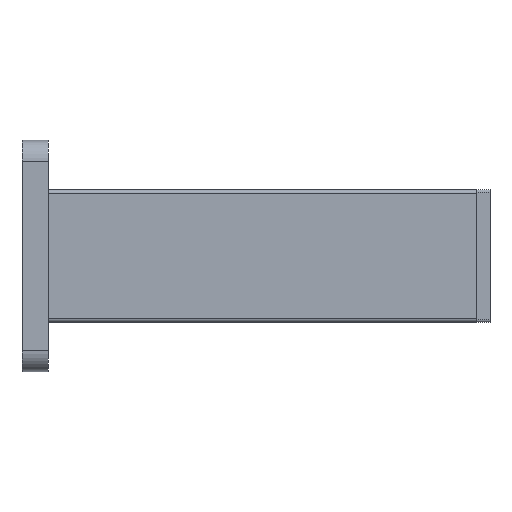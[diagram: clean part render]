
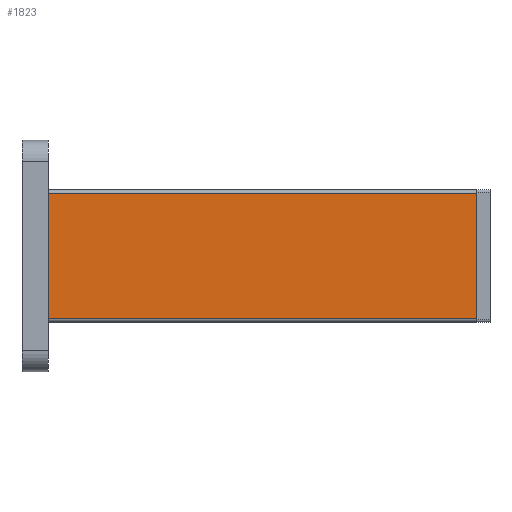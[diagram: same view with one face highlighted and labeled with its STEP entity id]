
A CAD part, front view. The second image highlights one B-rep face of the part: STEP entity #1823.
In plain terms, the highlighted planar face has unit normal (0, 1, 0).
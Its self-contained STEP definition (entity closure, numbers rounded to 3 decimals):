
#176 = VECTOR ( 'NONE', #542, 1000. ) ;
#241 = CARTESIAN_POINT ( 'NONE',  ( 0., -12.7, 24.13 ) ) ;
#254 = DIRECTION ( 'NONE',  ( 0., 0., -1. ) ) ;
#269 = PLANE ( 'NONE',  #745 ) ;
#281 = EDGE_LOOP ( 'NONE', ( #2060, #2403, #2423, #2139 ) ) ;
#393 = CARTESIAN_POINT ( 'NONE',  ( -168., -12.7, 24.13 ) ) ;
#450 = DIRECTION ( 'NONE',  ( -1., 0., 0. ) ) ;
#542 = DIRECTION ( 'NONE',  ( -1., 0., 0. ) ) ;
#601 = EDGE_CURVE ( 'NONE', #2505, #1958, #1378, .T. ) ;
#608 = CARTESIAN_POINT ( 'NONE',  ( -168., -12.7, 24.13 ) ) ;
#661 = CARTESIAN_POINT ( 'NONE',  ( -168., -12.7, -24.13 ) ) ;
#690 = DIRECTION ( 'NONE',  ( 0., 0., 1. ) ) ;
#745 = AXIS2_PLACEMENT_3D ( 'NONE', #2068, #1059, #450 ) ;
#859 = VERTEX_POINT ( 'NONE', #2084 ) ;
#899 = LINE ( 'NONE', #1731, #2133 ) ;
#999 = VECTOR ( 'NONE', #254, 1000. ) ;
#1044 = FACE_OUTER_BOUND ( 'NONE', #281, .T. ) ;
#1059 = DIRECTION ( 'NONE',  ( 0., 1., 0. ) ) ;
#1337 = CARTESIAN_POINT ( 'NONE',  ( -168., -12.7, -24.13 ) ) ;
#1378 = LINE ( 'NONE', #393, #1759 ) ;
#1610 = DIRECTION ( 'NONE',  ( 1., 0., 0. ) ) ;
#1705 = CARTESIAN_POINT ( 'NONE',  ( 0., -12.7, 24.13 ) ) ;
#1731 = CARTESIAN_POINT ( 'NONE',  ( -168., -12.7, 24.13 ) ) ;
#1759 = VECTOR ( 'NONE', #1610, 1000. ) ;
#1815 = EDGE_CURVE ( 'NONE', #1958, #859, #2034, .T. ) ;
#1823 = ADVANCED_FACE ( 'NONE', ( #1044 ), #269, .T. ) ;
#1912 = EDGE_CURVE ( 'NONE', #859, #2154, #1924, .T. ) ;
#1924 = LINE ( 'NONE', #1337, #176 ) ;
#1949 = EDGE_CURVE ( 'NONE', #2154, #2505, #899, .T. ) ;
#1958 = VERTEX_POINT ( 'NONE', #1705 ) ;
#2034 = LINE ( 'NONE', #241, #999 ) ;
#2060 = ORIENTED_EDGE ( 'NONE', *, *, #601, .T. ) ;
#2068 = CARTESIAN_POINT ( 'NONE',  ( -168., -12.7, 24.13 ) ) ;
#2084 = CARTESIAN_POINT ( 'NONE',  ( 0., -12.7, -24.13 ) ) ;
#2133 = VECTOR ( 'NONE', #690, 1000. ) ;
#2139 = ORIENTED_EDGE ( 'NONE', *, *, #1949, .T. ) ;
#2154 = VERTEX_POINT ( 'NONE', #661 ) ;
#2403 = ORIENTED_EDGE ( 'NONE', *, *, #1815, .T. ) ;
#2423 = ORIENTED_EDGE ( 'NONE', *, *, #1912, .T. ) ;
#2505 = VERTEX_POINT ( 'NONE', #608 ) ;
